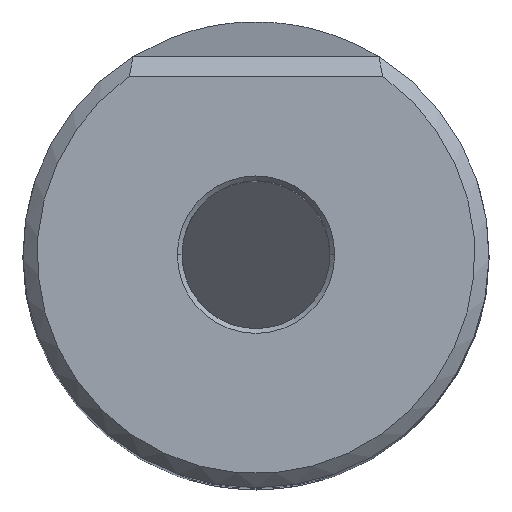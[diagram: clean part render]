
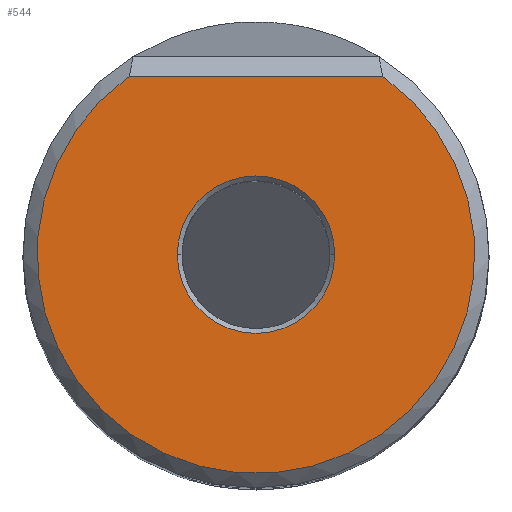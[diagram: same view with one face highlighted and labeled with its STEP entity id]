
A CAD part, top view. The second image highlights one B-rep face of the part: STEP entity #544.
In plain terms, the highlighted planar face has unit normal (0, 0, 1).
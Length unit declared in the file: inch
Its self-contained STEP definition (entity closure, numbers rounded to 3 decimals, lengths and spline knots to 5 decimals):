
#7 = CARTESIAN_POINT ( 'NONE',  ( 0.26749, 0.37684, 0. ) ) ;
#42 = EDGE_CURVE ( 'NONE', #503, #269, #549, .T. ) ;
#67 = CARTESIAN_POINT ( 'NONE',  ( 0., 0., 0. ) ) ;
#72 = EDGE_LOOP ( 'NONE', ( #387, #168 ) ) ;
#80 = EDGE_CURVE ( 'NONE', #519, #418, #124, .T. ) ;
#105 = ORIENTED_EDGE ( 'NONE', *, *, #116, .T. ) ;
#116 = EDGE_CURVE ( 'NONE', #269, #503, #332, .T. ) ;
#124 = CIRCLE ( 'NONE', #649, 0.46213 ) ;
#168 = ORIENTED_EDGE ( 'NONE', *, *, #336, .T. ) ;
#169 = DIRECTION ( 'NONE',  ( 0., 0., -1. ) ) ;
#175 = AXIS2_PLACEMENT_3D ( 'NONE', #67, #305, #439 ) ;
#176 = EDGE_LOOP ( 'NONE', ( #105, #613 ) ) ;
#200 = DIRECTION ( 'NONE',  ( 0., 0., 1. ) ) ;
#203 = CARTESIAN_POINT ( 'NONE',  ( -0.26749, 0.37684, 0. ) ) ;
#205 = FACE_BOUND ( 'NONE', #176, .T. ) ;
#269 = VERTEX_POINT ( 'NONE', #795 ) ;
#277 = DIRECTION ( 'NONE',  ( 0., -1., 0. ) ) ;
#305 = DIRECTION ( 'NONE',  ( 0., 0., -1. ) ) ;
#325 = DIRECTION ( 'NONE',  ( 0., -1., 0. ) ) ;
#332 = CIRCLE ( 'NONE', #397, 0.16625 ) ;
#336 = EDGE_CURVE ( 'NONE', #418, #519, #363, .T. ) ;
#363 = LINE ( 'NONE', #609, #467 ) ;
#367 = DIRECTION ( 'NONE',  ( -1., 0., 0. ) ) ;
#387 = ORIENTED_EDGE ( 'NONE', *, *, #80, .T. ) ;
#397 = AXIS2_PLACEMENT_3D ( 'NONE', #586, #169, #277 ) ;
#413 = DIRECTION ( 'NONE',  ( 0., 0., 1. ) ) ;
#418 = VERTEX_POINT ( 'NONE', #7 ) ;
#439 = DIRECTION ( 'NONE',  ( 0., -1., 0. ) ) ;
#462 = DIRECTION ( 'NONE',  ( 0., -1., 0. ) ) ;
#467 = VECTOR ( 'NONE', #367, 39.37008 ) ;
#480 = CARTESIAN_POINT ( 'NONE',  ( 0., 0., 0. ) ) ;
#503 = VERTEX_POINT ( 'NONE', #569 ) ;
#519 = VERTEX_POINT ( 'NONE', #203 ) ;
#532 = PLANE ( 'NONE',  #601 ) ;
#544 = ADVANCED_FACE ( 'NONE', ( #205, #641 ), #532, .T. ) ;
#549 = CIRCLE ( 'NONE', #175, 0.16625 ) ;
#569 = CARTESIAN_POINT ( 'NONE',  ( -0.16625, 0., 0. ) ) ;
#586 = CARTESIAN_POINT ( 'NONE',  ( 0., 0., 0. ) ) ;
#601 = AXIS2_PLACEMENT_3D ( 'NONE', #480, #413, #462 ) ;
#609 = CARTESIAN_POINT ( 'NONE',  ( 0., 0.37684, 0. ) ) ;
#613 = ORIENTED_EDGE ( 'NONE', *, *, #42, .T. ) ;
#641 = FACE_OUTER_BOUND ( 'NONE', #72, .T. ) ;
#649 = AXIS2_PLACEMENT_3D ( 'NONE', #747, #200, #325 ) ;
#747 = CARTESIAN_POINT ( 'NONE',  ( 0., 0., 0. ) ) ;
#795 = CARTESIAN_POINT ( 'NONE',  ( 0.16625, 0., 0. ) ) ;
